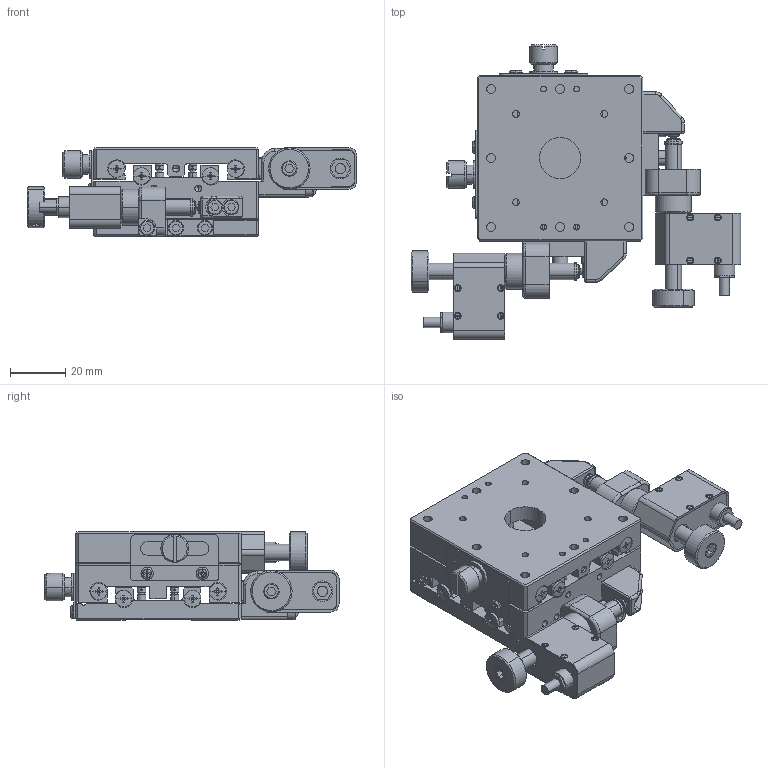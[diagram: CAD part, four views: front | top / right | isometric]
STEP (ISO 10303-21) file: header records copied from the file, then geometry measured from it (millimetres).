
FILE_DESCRIPTION (( 'STEP AP203' ), '1' );
FILE_NAME ('MTPAM-TSD-602SR.STEP', '2024-09-18T04:41:15', ( '' ), ( '' ), 'SwSTEP 2.0', 'SolidWorks 2013', '' );
FILE_SCHEMA (( 'CONFIG_CONTROL_DESIGN' ));
Length unit declared in the file: millimetre
Products named in the file (8): PAM6-13-1; PAM6-13-2_蹬怮椔; TSD-602SR-C1B-S10; TSD-602SR-C1B-S08; TSD-602SR-C1B-S09; MTPAM-TSD-602SR; PAM6-13 Temp_蹬怮椔; MTPAM-TSD-602SR-X01-1-24024_TSD-602SR_蹬怮椔
Assembly tree (8 placements, depth 3):
  MTPAM-TSD-602SR
    MTPAM-TSD-602SR-X01-1-24024_TSD-602SR_蹬怮椔
      TSD-602SR-C1B-S08
      TSD-602SR-C1B-S10
      TSD-602SR-C1B-S09
    PAM6-13 Temp_蹬怮椔  x2
      PAM6-13-2_蹬怮椔
      PAM6-13-1
Bounding box: 119.5 x 106.5 x 32.05 mm (x, y, z)
Volume: 29216.5 mm3; surface area: 62433.3 mm2
Topology: 1 solids, 89 shells, 2333 faces, 5865 edges, 3755 vertices
Faces by surface type: plane 986, cylinder 865, cone 406, bspline 72, torus 4
Entity records: 67458 total; most frequent: CARTESIAN_POINT 16817, DIRECTION 10430, ORIENTED_EDGE 10291, EDGE_CURVE 5215, AXIS2_PLACEMENT_3D 4066, VERTEX_POINT 3369, EDGE_LOOP 2405, VECTOR 2298
